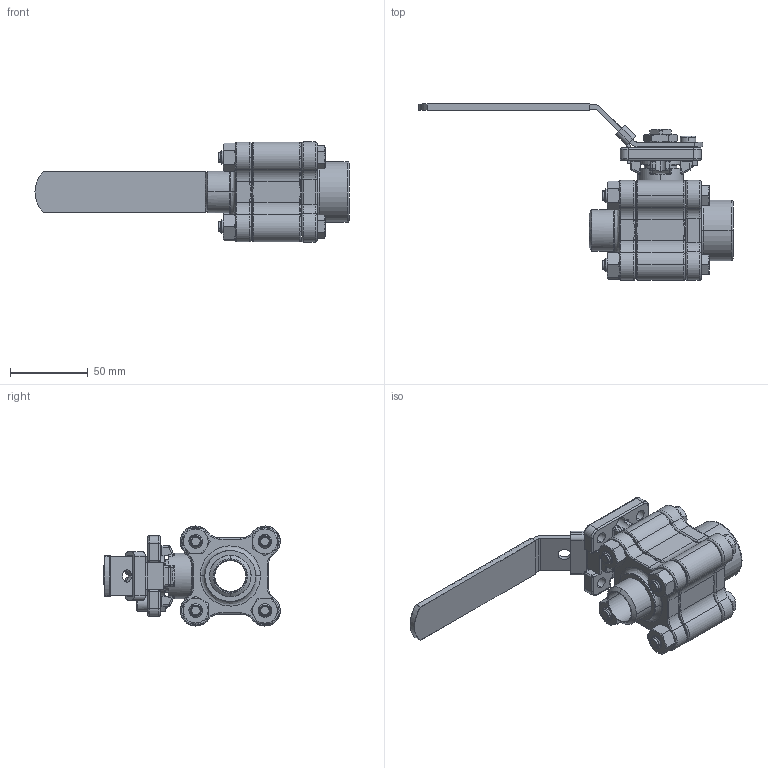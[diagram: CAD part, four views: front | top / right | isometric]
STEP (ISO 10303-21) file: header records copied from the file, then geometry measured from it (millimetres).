
FILE_DESCRIPTION (( 'STEP AP203' ), '1' );
FILE_NAME ('DM4600-.750inch-Threaded End and BW END.STEP', '2021-06-22T16:36:11', ( '' ), ( '' ), 'SwSTEP 2.0', 'SolidWorks 2019', '' );
FILE_SCHEMA (( 'CONFIG_CONTROL_DESIGN' ));
Length unit declared in the file: millimetre
Products named in the file (5): 0.75 DM4600F - Bolt; 0.75 DM4600F - NPTF Threaded End; dip coat for handle2; DM4600-0075-(BW Sch.40) one end; DM4600-.750inch-Threaded End and BW END
Assembly tree (7 placements, depth 2):
  DM4600-.750inch-Threaded End and BW END
    DM4600-0075-(BW Sch.40) one end
    0.75 DM4600F - NPTF Threaded End
    0.75 DM4600F - Bolt  x4
    dip coat for handle2
Bounding box: 202.08 x 113.69 x 64.38 mm (x, y, z)
Volume: 234588 mm3; surface area: 82506.6 mm2
Topology: 27 solids, 28 shells, 1174 faces, 2891 edges, 1755 vertices
Faces by surface type: plane 425, cylinder 296, bspline 226, cone 195, torus 32
Entity records: 47252 total; most frequent: CARTESIAN_POINT 22146, ORIENTED_EDGE 5450, DIRECTION 4582, EDGE_CURVE 2725, VERTEX_POINT 1680, AXIS2_PLACEMENT_3D 1672, LINE 1238, VECTOR 1238
